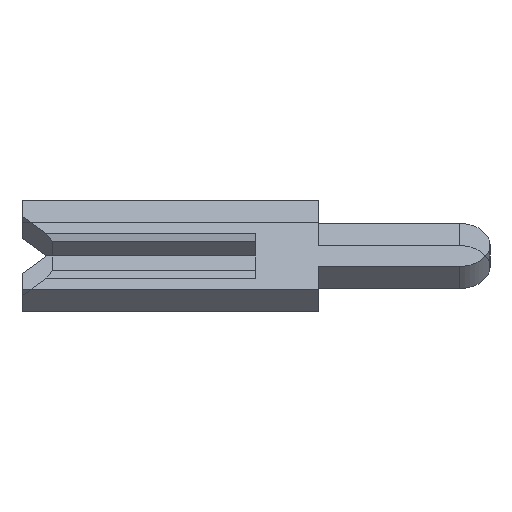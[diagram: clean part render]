
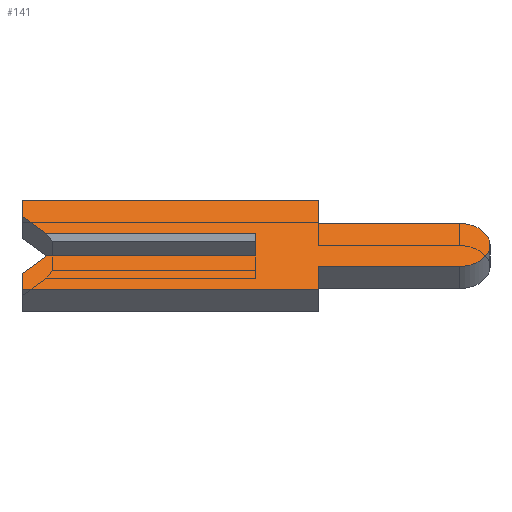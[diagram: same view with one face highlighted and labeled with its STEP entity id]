
A CAD part, left-side view. The second image highlights one B-rep face of the part: STEP entity #141.
In plain terms, the highlighted face is planar.
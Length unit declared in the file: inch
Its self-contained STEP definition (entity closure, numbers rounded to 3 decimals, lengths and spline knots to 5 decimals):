
#11 = VECTOR ( 'NONE', #1211, 39.37008 ) ;
#45 = CARTESIAN_POINT ( 'NONE',  ( -0.01, -0.1305, -0.0195 ) ) ;
#88 = ORIENTED_EDGE ( 'NONE', *, *, #585, .F. ) ;
#89 = ORIENTED_EDGE ( 'NONE', *, *, #184, .F. ) ;
#126 = LINE ( 'NONE', #243, #519 ) ;
#127 = CARTESIAN_POINT ( 'NONE',  ( -0.01, 0., -0.01 ) ) ;
#128 = LINE ( 'NONE', #1719, #11 ) ;
#137 = CARTESIAN_POINT ( 'NONE',  ( -0.01, -0.04, 0.0195 ) ) ;
#141 = ADVANCED_FACE ( 'NONE', ( #621 ), #1753, .F. ) ;
#167 = EDGE_CURVE ( 'NONE', #1517, #267, #403, .T. ) ;
#177 = VERTEX_POINT ( 'NONE', #757 ) ;
#180 = ORIENTED_EDGE ( 'NONE', *, *, #1464, .F. ) ;
#184 = EDGE_CURVE ( 'NONE', #381, #1924, #2145, .T. ) ;
#227 = CARTESIAN_POINT ( 'NONE',  ( -0.01, 0.15, 0.04 ) ) ;
#229 = CARTESIAN_POINT ( 'NONE',  ( -0.01, -0.1305, -0.01 ) ) ;
#236 = LINE ( 'NONE', #1382, #1586 ) ;
#243 = CARTESIAN_POINT ( 'NONE',  ( -0.01, 0.15, -0.04 ) ) ;
#267 = VERTEX_POINT ( 'NONE', #2144 ) ;
#294 = EDGE_CURVE ( 'NONE', #1029, #1634, #708, .T. ) ;
#313 = ORIENTED_EDGE ( 'NONE', *, *, #1675, .F. ) ;
#319 = VERTEX_POINT ( 'NONE', #775 ) ;
#322 = EDGE_CURVE ( 'NONE', #1362, #1517, #1446, .T. ) ;
#333 = CARTESIAN_POINT ( 'NONE',  ( -0.01, 0.15, -0.026 ) ) ;
#342 = VECTOR ( 'NONE', #1646, 39.37008 ) ;
#353 = EDGE_CURVE ( 'NONE', #267, #1417, #1396, .T. ) ;
#381 = VERTEX_POINT ( 'NONE', #45 ) ;
#400 = LINE ( 'NONE', #1015, #1630 ) ;
#403 = LINE ( 'NONE', #589, #342 ) ;
#407 = VECTOR ( 'NONE', #2233, 39.37008 ) ;
#411 = DIRECTION ( 'NONE',  ( 0., -1., 0. ) ) ;
#416 = EDGE_CURVE ( 'NONE', #1658, #319, #1613, .T. ) ;
#447 = DIRECTION ( 'NONE',  ( 0., -1., 0. ) ) ;
#469 = LINE ( 'NONE', #1360, #407 ) ;
#508 = DIRECTION ( 'NONE',  ( 0., 0.707, 0.707 ) ) ;
#517 = VECTOR ( 'NONE', #1129, 39.37008 ) ;
#519 = VECTOR ( 'NONE', #580, 39.37008 ) ;
#547 = EDGE_CURVE ( 'NONE', #319, #381, #859, .T. ) ;
#559 = VECTOR ( 'NONE', #411, 39.37008 ) ;
#580 = DIRECTION ( 'NONE',  ( 0., 1., 0. ) ) ;
#585 = EDGE_CURVE ( 'NONE', #1543, #1362, #126, .T. ) ;
#589 = CARTESIAN_POINT ( 'NONE',  ( -0.01, 0.1305, -0.0065 ) ) ;
#621 = FACE_OUTER_BOUND ( 'NONE', #657, .T. ) ;
#657 = EDGE_LOOP ( 'NONE', ( #2183, #180, #1178, #817, #736, #88, #313, #89, #1304, #1196, #2142, #1391, #2216, #1728 ) ) ;
#708 = LINE ( 'NONE', #1107, #517 ) ;
#736 = ORIENTED_EDGE ( 'NONE', *, *, #322, .F. ) ;
#757 = CARTESIAN_POINT ( 'NONE',  ( -0.01, -0.04, 0.04 ) ) ;
#775 = CARTESIAN_POINT ( 'NONE',  ( -0.01, -0.1305, 0.0195 ) ) ;
#801 = CARTESIAN_POINT ( 'NONE',  ( -0.01, 0.15, 0.026 ) ) ;
#806 = CARTESIAN_POINT ( 'NONE',  ( -0.01, 0.134, 0.01 ) ) ;
#817 = ORIENTED_EDGE ( 'NONE', *, *, #167, .F. ) ;
#838 = LINE ( 'NONE', #227, #559 ) ;
#845 = CARTESIAN_POINT ( 'NONE',  ( -0.01, 0.15, -0.04 ) ) ;
#848 = AXIS2_PLACEMENT_3D ( 'NONE', #949, #2154, #1115 ) ;
#859 = CIRCLE ( 'NONE', #848, 0.0195 ) ;
#912 = CARTESIAN_POINT ( 'NONE',  ( -0.01, -0.1305, 0. ) ) ;
#925 = DIRECTION ( 'NONE',  ( 1., 0., 0. ) ) ;
#949 = CARTESIAN_POINT ( 'NONE',  ( -0.01, -0.1305, 0. ) ) ;
#951 = VERTEX_POINT ( 'NONE', #806 ) ;
#956 = DIRECTION ( 'NONE',  ( 0., 0., 1. ) ) ;
#1003 = AXIS2_PLACEMENT_3D ( 'NONE', #912, #925, #2105 ) ;
#1015 = CARTESIAN_POINT ( 'NONE',  ( -0.01, 0., 0.0065 ) ) ;
#1019 = CARTESIAN_POINT ( 'NONE',  ( -0.01, 0.15, 0.04 ) ) ;
#1029 = VERTEX_POINT ( 'NONE', #801 ) ;
#1049 = LINE ( 'NONE', #1768, #1842 ) ;
#1087 = DIRECTION ( 'NONE',  ( 0., 0., -1. ) ) ;
#1097 = VECTOR ( 'NONE', #956, 39.37008 ) ;
#1107 = CARTESIAN_POINT ( 'NONE',  ( -0.01, 0.15, 0.026 ) ) ;
#1115 = DIRECTION ( 'NONE',  ( 0., 0., -1. ) ) ;
#1129 = DIRECTION ( 'NONE',  ( 0., 0., 1. ) ) ;
#1178 = ORIENTED_EDGE ( 'NONE', *, *, #353, .F. ) ;
#1196 = ORIENTED_EDGE ( 'NONE', *, *, #416, .F. ) ;
#1208 = DIRECTION ( 'NONE',  ( 0., 0., 1. ) ) ;
#1211 = DIRECTION ( 'NONE',  ( 0., 0., -1. ) ) ;
#1283 = DIRECTION ( 'NONE',  ( 0., 1., 0. ) ) ;
#1304 = ORIENTED_EDGE ( 'NONE', *, *, #547, .F. ) ;
#1319 = VECTOR ( 'NONE', #447, 39.37008 ) ;
#1357 = EDGE_CURVE ( 'NONE', #951, #2042, #469, .T. ) ;
#1360 = CARTESIAN_POINT ( 'NONE',  ( -0.01, 0.15, 0.01 ) ) ;
#1362 = VERTEX_POINT ( 'NONE', #845 ) ;
#1382 = CARTESIAN_POINT ( 'NONE',  ( -0.01, 0.1305, 0.0065 ) ) ;
#1389 = VECTOR ( 'NONE', #1283, 39.37008 ) ;
#1391 = ORIENTED_EDGE ( 'NONE', *, *, #2184, .F. ) ;
#1396 = LINE ( 'NONE', #229, #1551 ) ;
#1417 = VERTEX_POINT ( 'NONE', #127 ) ;
#1446 = LINE ( 'NONE', #1799, #1097 ) ;
#1452 = CARTESIAN_POINT ( 'NONE',  ( -0.01, -0.04, 0.0195 ) ) ;
#1464 = EDGE_CURVE ( 'NONE', #1417, #2042, #400, .T. ) ;
#1468 = DIRECTION ( 'NONE',  ( 0., -1., 0. ) ) ;
#1517 = VERTEX_POINT ( 'NONE', #333 ) ;
#1543 = VERTEX_POINT ( 'NONE', #2229 ) ;
#1551 = VECTOR ( 'NONE', #1468, 39.37008 ) ;
#1586 = VECTOR ( 'NONE', #508, 39.37008 ) ;
#1613 = LINE ( 'NONE', #1452, #1319 ) ;
#1630 = VECTOR ( 'NONE', #1208, 39.37008 ) ;
#1634 = VERTEX_POINT ( 'NONE', #1019 ) ;
#1646 = DIRECTION ( 'NONE',  ( 0., -0.707, 0.707 ) ) ;
#1658 = VERTEX_POINT ( 'NONE', #137 ) ;
#1663 = EDGE_CURVE ( 'NONE', #951, #1029, #236, .T. ) ;
#1675 = EDGE_CURVE ( 'NONE', #1924, #1543, #128, .T. ) ;
#1719 = CARTESIAN_POINT ( 'NONE',  ( -0.01, -0.04, -0.04 ) ) ;
#1728 = ORIENTED_EDGE ( 'NONE', *, *, #1663, .F. ) ;
#1753 = PLANE ( 'NONE',  #1003 ) ;
#1758 = CARTESIAN_POINT ( 'NONE',  ( -0.01, 0., 0.01 ) ) ;
#1768 = CARTESIAN_POINT ( 'NONE',  ( -0.01, -0.04, 0.04 ) ) ;
#1799 = CARTESIAN_POINT ( 'NONE',  ( -0.01, 0.15, -0.026 ) ) ;
#1842 = VECTOR ( 'NONE', #1087, 39.37008 ) ;
#1924 = VERTEX_POINT ( 'NONE', #2100 ) ;
#2042 = VERTEX_POINT ( 'NONE', #1758 ) ;
#2100 = CARTESIAN_POINT ( 'NONE',  ( -0.01, -0.04, -0.0195 ) ) ;
#2105 = DIRECTION ( 'NONE',  ( 0., 0., -1. ) ) ;
#2142 = ORIENTED_EDGE ( 'NONE', *, *, #2171, .F. ) ;
#2144 = CARTESIAN_POINT ( 'NONE',  ( -0.01, 0.134, -0.01 ) ) ;
#2145 = LINE ( 'NONE', #2178, #1389 ) ;
#2154 = DIRECTION ( 'NONE',  ( 1., 0., 0. ) ) ;
#2171 = EDGE_CURVE ( 'NONE', #177, #1658, #1049, .T. ) ;
#2178 = CARTESIAN_POINT ( 'NONE',  ( -0.01, -0.04, -0.0195 ) ) ;
#2183 = ORIENTED_EDGE ( 'NONE', *, *, #1357, .T. ) ;
#2184 = EDGE_CURVE ( 'NONE', #1634, #177, #838, .T. ) ;
#2216 = ORIENTED_EDGE ( 'NONE', *, *, #294, .F. ) ;
#2229 = CARTESIAN_POINT ( 'NONE',  ( -0.01, -0.04, -0.04 ) ) ;
#2233 = DIRECTION ( 'NONE',  ( 0., -1., 0. ) ) ;
